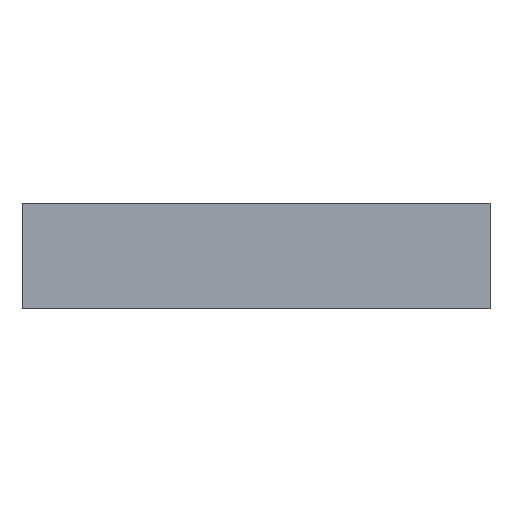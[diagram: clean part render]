
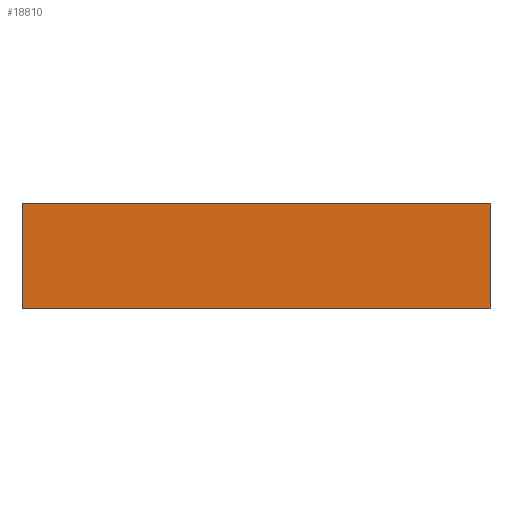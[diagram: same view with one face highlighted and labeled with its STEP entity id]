
A CAD part, top view. The second image highlights one B-rep face of the part: STEP entity #18810.
In plain terms, the highlighted face is planar.
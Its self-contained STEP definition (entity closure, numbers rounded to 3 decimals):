
#570=CARTESIAN_POINT('',(-6.4,51.299,8.9));
#580=VERTEX_POINT('',#570);
#630=CARTESIAN_POINT('',(-2.4,51.299,8.9));
#640=DIRECTION('',(-1.,0.,0.));
#650=VECTOR('',#640,1.);
#660=LINE('',#630,#650);
#670=CARTESIAN_POINT('',(-2.4,51.299,8.9));
#680=VERTEX_POINT('',#670);
#690=EDGE_CURVE('',#680,#580,#660,.T.);
#6010=CARTESIAN_POINT('',(-2.4,51.299,4.232))
;
#6020=DIRECTION('',(0.,0.,1.));
#6030=VECTOR('',#6020,1.);
#6040=LINE('',#6010,#6030);
#6050=CARTESIAN_POINT('',(-2.4,51.299,-8.9));
#6060=VERTEX_POINT('',#6050);
#6070=EDGE_CURVE('',#6060,#680,#6040,.T.);
#13730=CARTESIAN_POINT('',(-6.4,51.299,-8.9));
#13740=VERTEX_POINT('',#13730);
#13790=CARTESIAN_POINT('',(-6.4,51.299,4.232));
#13800=DIRECTION('',(0.,0.,1.));
#13810=VECTOR('',#13800,1.);
#13820=LINE('',#13790,#13810);
#13830=EDGE_CURVE('',#13740,#580,#13820,.T.);
#18650=CARTESIAN_POINT('',(-6.4,51.299,-8.9));
#18660=DIRECTION('',(0.,-1.,0.));
#18670=DIRECTION('',(0.,0.,1.));
#18680=AXIS2_PLACEMENT_3D('',#18650,#18660,#18670);
#18690=PLANE('',#18680);
#18700=ORIENTED_EDGE('',*,*,#6070,.F.);
#18710=ORIENTED_EDGE('',*,*,#690,.F.);
#18720=ORIENTED_EDGE('',*,*,#13830,.T.);
#18730=CARTESIAN_POINT('',(-2.4,51.299,-8.9));
#18740=DIRECTION('',(1.,0.,0.));
#18750=VECTOR('',#18740,1.);
#18760=LINE('',#18730,#18750);
#18770=EDGE_CURVE('',#13740,#6060,#18760,.T.);
#18780=ORIENTED_EDGE('',*,*,#18770,.F.);
#18790=EDGE_LOOP('',(#18780,#18720,#18710,#18700));
#18800=FACE_OUTER_BOUND('',#18790,.T.);
#18810=ADVANCED_FACE('',(#18800),#18690,.F.);
